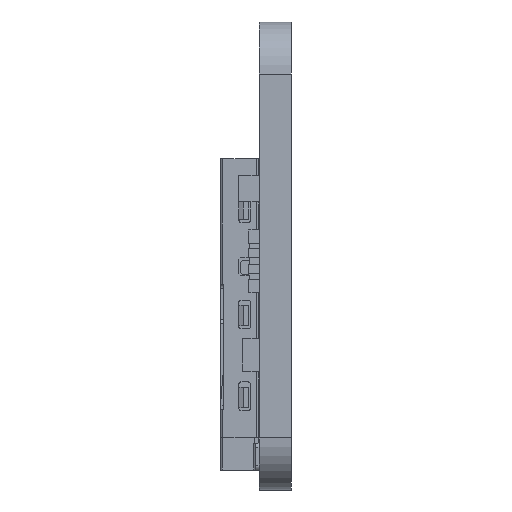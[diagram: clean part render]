
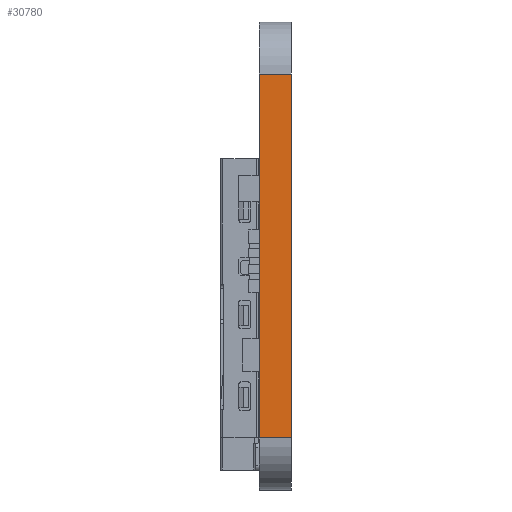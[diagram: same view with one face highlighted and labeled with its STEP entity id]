
A CAD part, left-side view. The second image highlights one B-rep face of the part: STEP entity #30780.
In plain terms, the highlighted planar face has unit normal (-1, 0, 0).
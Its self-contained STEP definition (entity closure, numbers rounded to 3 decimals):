
#542 = CARTESIAN_POINT ( 'NONE',  ( -12.7, -1.57, -8.89 ) ) ;
#1071 = CARTESIAN_POINT ( 'NONE',  ( -12.7, -1.57, -8.89 ) ) ;
#1352 = ORIENTED_EDGE ( 'NONE', *, *, #5769, .F. ) ;
#1832 = CARTESIAN_POINT ( 'NONE',  ( -12.7, -1.57, 8.89 ) ) ;
#2070 = LINE ( 'NONE', #3711, #16282 ) ;
#3100 = DIRECTION ( 'NONE',  ( 0., 0., 1. ) ) ;
#3325 = LINE ( 'NONE', #1832, #4195 ) ;
#3711 = CARTESIAN_POINT ( 'NONE',  ( -12.7, 0., 8.89 ) ) ;
#4195 = VECTOR ( 'NONE', #38462, 1000. ) ;
#5007 = VERTEX_POINT ( 'NONE', #17735 ) ;
#5769 = EDGE_CURVE ( 'NONE', #29364, #7024, #24873, .T. ) ;
#6889 = ORIENTED_EDGE ( 'NONE', *, *, #36939, .T. ) ;
#7024 = VERTEX_POINT ( 'NONE', #36755 ) ;
#7587 = FACE_OUTER_BOUND ( 'NONE', #33301, .T. ) ;
#7680 = DIRECTION ( 'NONE',  ( 0., 1., 0. ) ) ;
#9573 = CARTESIAN_POINT ( 'NONE',  ( -12.7, 0., 8.89 ) ) ;
#13949 = EDGE_CURVE ( 'NONE', #5007, #35937, #31397, .T. ) ;
#16282 = VECTOR ( 'NONE', #25893, 1000. ) ;
#17099 = CARTESIAN_POINT ( 'NONE',  ( -12.7, -1.57, 8.89 ) ) ;
#17735 = CARTESIAN_POINT ( 'NONE',  ( -12.7, -1.57, 8.89 ) ) ;
#22024 = CARTESIAN_POINT ( 'NONE',  ( -12.7, -1.57, 8.89 ) ) ;
#22248 = ORIENTED_EDGE ( 'NONE', *, *, #13949, .T. ) ;
#24873 = LINE ( 'NONE', #542, #38390 ) ;
#25893 = DIRECTION ( 'NONE',  ( 0., 0., 1. ) ) ;
#27351 = AXIS2_PLACEMENT_3D ( 'NONE', #22024, #41055, #3100 ) ;
#29364 = VERTEX_POINT ( 'NONE', #1071 ) ;
#30780 = ADVANCED_FACE ( 'NONE', ( #7587 ), #31696, .T. ) ;
#31095 = EDGE_CURVE ( 'NONE', #7024, #35937, #2070, .T. ) ;
#31397 = LINE ( 'NONE', #17099, #31931 ) ;
#31696 = PLANE ( 'NONE',  #27351 ) ;
#31931 = VECTOR ( 'NONE', #7680, 1000. ) ;
#32359 = DIRECTION ( 'NONE',  ( 0., 1., 0. ) ) ;
#33301 = EDGE_LOOP ( 'NONE', ( #39276, #1352, #6889, #22248 ) ) ;
#35937 = VERTEX_POINT ( 'NONE', #9573 ) ;
#36755 = CARTESIAN_POINT ( 'NONE',  ( -12.7, 0., -8.89 ) ) ;
#36939 = EDGE_CURVE ( 'NONE', #29364, #5007, #3325, .T. ) ;
#38390 = VECTOR ( 'NONE', #32359, 1000. ) ;
#38462 = DIRECTION ( 'NONE',  ( 0., 0., 1. ) ) ;
#39276 = ORIENTED_EDGE ( 'NONE', *, *, #31095, .F. ) ;
#41055 = DIRECTION ( 'NONE',  ( -1., 0., 0. ) ) ;
